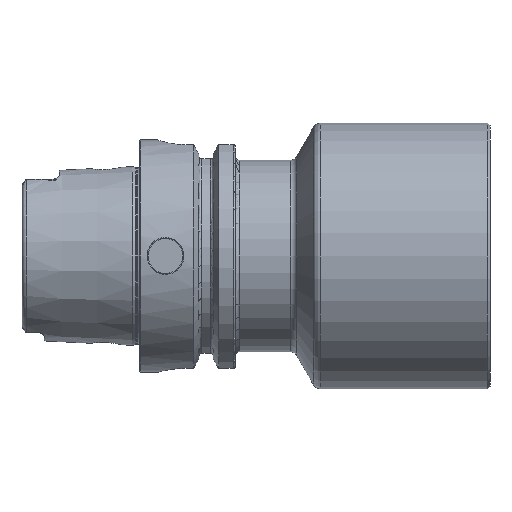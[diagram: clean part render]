
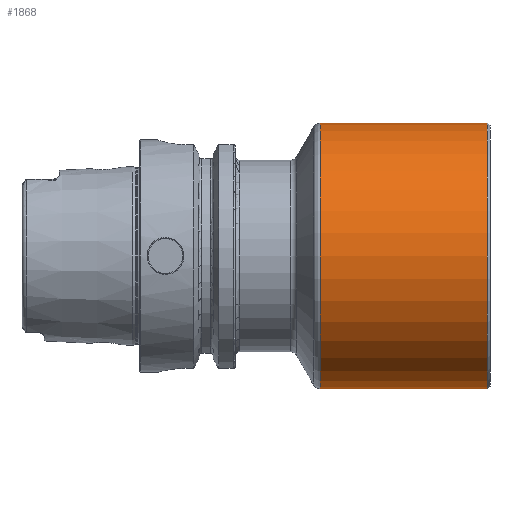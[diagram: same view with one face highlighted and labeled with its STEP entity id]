
A CAD part, front view. The second image highlights one B-rep face of the part: STEP entity #1868.
In plain terms, the highlighted cylindrical face has radius 36 mm (diameter 72 mm), a partial arc.
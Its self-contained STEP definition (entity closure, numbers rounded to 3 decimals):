
#9 = VERTEX_POINT ( 'NONE', #5867 ) ;
#25 = FACE_OUTER_BOUND ( 'NONE', #4877, .T. ) ;
#145 = LINE ( 'NONE', #2037, #4476 ) ;
#262 = VERTEX_POINT ( 'NONE', #1483 ) ;
#333 = EDGE_CURVE ( 'NONE', #262, #9, #2170, .T. ) ;
#895 = VERTEX_POINT ( 'NONE', #1654 ) ;
#914 = ORIENTED_EDGE ( 'NONE', *, *, #5672, .T. ) ;
#971 = CARTESIAN_POINT ( 'NONE',  ( 48.928, 0., 0. ) ) ;
#1483 = CARTESIAN_POINT ( 'NONE',  ( 48.928, 0., 36. ) ) ;
#1561 = DIRECTION ( 'NONE',  ( 0., 0., -1. ) ) ;
#1654 = CARTESIAN_POINT ( 'NONE',  ( 48.928, 0., -36. ) ) ;
#1868 = ADVANCED_FACE ( 'NONE', ( #25 ), #6241, .T. ) ;
#1874 = CARTESIAN_POINT ( 'NONE',  ( 94.3, 0., 0. ) ) ;
#2037 = CARTESIAN_POINT ( 'NONE',  ( 95., 0., -36. ) ) ;
#2048 = CARTESIAN_POINT ( 'NONE',  ( 95., 0., 36. ) ) ;
#2170 = LINE ( 'NONE', #2048, #4074 ) ;
#2329 = CARTESIAN_POINT ( 'NONE',  ( 95., 0., 0. ) ) ;
#2421 = DIRECTION ( 'NONE',  ( 1., 0., 0. ) ) ;
#2476 = DIRECTION ( 'NONE',  ( 0., 0., -1. ) ) ;
#2491 = DIRECTION ( 'NONE',  ( 0., 0., -1. ) ) ;
#2651 = ORIENTED_EDGE ( 'NONE', *, *, #333, .F. ) ;
#2771 = EDGE_CURVE ( 'NONE', #895, #5871, #145, .T. ) ;
#2831 = DIRECTION ( 'NONE',  ( 1., 0., 0. ) ) ;
#3298 = DIRECTION ( 'NONE',  ( 1., 0., 0. ) ) ;
#3634 = AXIS2_PLACEMENT_3D ( 'NONE', #2329, #2421, #2491 ) ;
#4074 = VECTOR ( 'NONE', #3298, 1000. ) ;
#4151 = AXIS2_PLACEMENT_3D ( 'NONE', #1874, #6023, #2476 ) ;
#4476 = VECTOR ( 'NONE', #2831, 1000. ) ;
#4648 = AXIS2_PLACEMENT_3D ( 'NONE', #971, #5100, #1561 ) ;
#4782 = CIRCLE ( 'NONE', #4151, 36. ) ;
#4877 = EDGE_LOOP ( 'NONE', ( #2651, #914, #5996, #6153 ) ) ;
#4978 = EDGE_CURVE ( 'NONE', #9, #5871, #4782, .T. ) ;
#5100 = DIRECTION ( 'NONE',  ( 1., 0., 0. ) ) ;
#5235 = CARTESIAN_POINT ( 'NONE',  ( 94.3, 0., -36. ) ) ;
#5672 = EDGE_CURVE ( 'NONE', #262, #895, #6753, .T. ) ;
#5867 = CARTESIAN_POINT ( 'NONE',  ( 94.3, 0., 36. ) ) ;
#5871 = VERTEX_POINT ( 'NONE', #5235 ) ;
#5996 = ORIENTED_EDGE ( 'NONE', *, *, #2771, .T. ) ;
#6023 = DIRECTION ( 'NONE',  ( 1., 0., 0. ) ) ;
#6153 = ORIENTED_EDGE ( 'NONE', *, *, #4978, .F. ) ;
#6241 = CYLINDRICAL_SURFACE ( 'NONE', #3634, 36. ) ;
#6753 = CIRCLE ( 'NONE', #4648, 36. ) ;
